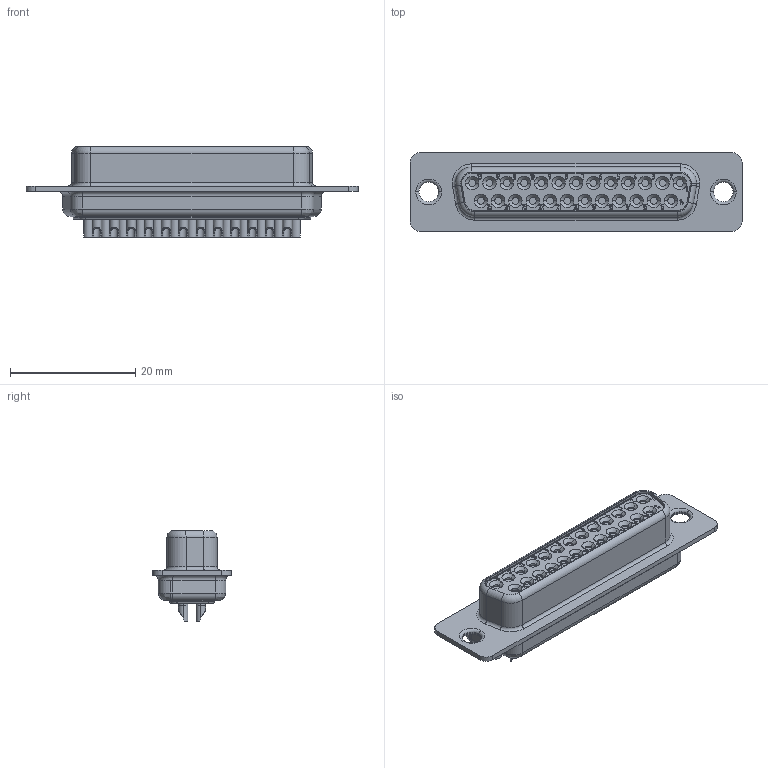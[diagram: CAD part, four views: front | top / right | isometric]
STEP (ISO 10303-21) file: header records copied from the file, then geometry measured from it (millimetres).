
FILE_DESCRIPTION(/* description */ (''),/* implementation_level */ '2;1');
FILE_NAME(/* name */ '100202730ugm000_b.stp',/* time_stamp */ '2018-04-16T11:03:56+02:00',/* author */ (''),/* organization */ (''),/* preprocessor_version */ 'ST-DEVELOPER v16',/* originating_system */ 'SIEMENS PLM Software NX 10.0',/* authorisation */ '');
FILE_SCHEMA (('AUTOMOTIVE_DESIGN { 1 0 10303 214 3 1 1 1 }'));
Products named in the file (1): 100202730ugm000_b
Bounding box: 53 x 12.5 x 14.51 mm (x, y, z)
Volume: 4118.1 mm3; surface area: 3048.7 mm2
Topology: 1 solids, 1 shells, 2679 faces, 7348 edges, 4822 vertices
Faces by surface type: bspline 1404, plane 829, cylinder 289, cone 110, torus 33, sphere 8, extrusion 6
Full cylindrical faces by diameter (mm): 0.134 x1, 0.197 x1
Entity records: 130097 total; most frequent: CARTESIAN_POINT 53993, ORIENTED_EDGE 14592, DIRECTION 7475, EDGE_CURVE 7296, VERTEX_POINT 4821, VECTOR 3691, LINE 3685, B_SPLINE_CURVE_WITH_KNOTS 2995
